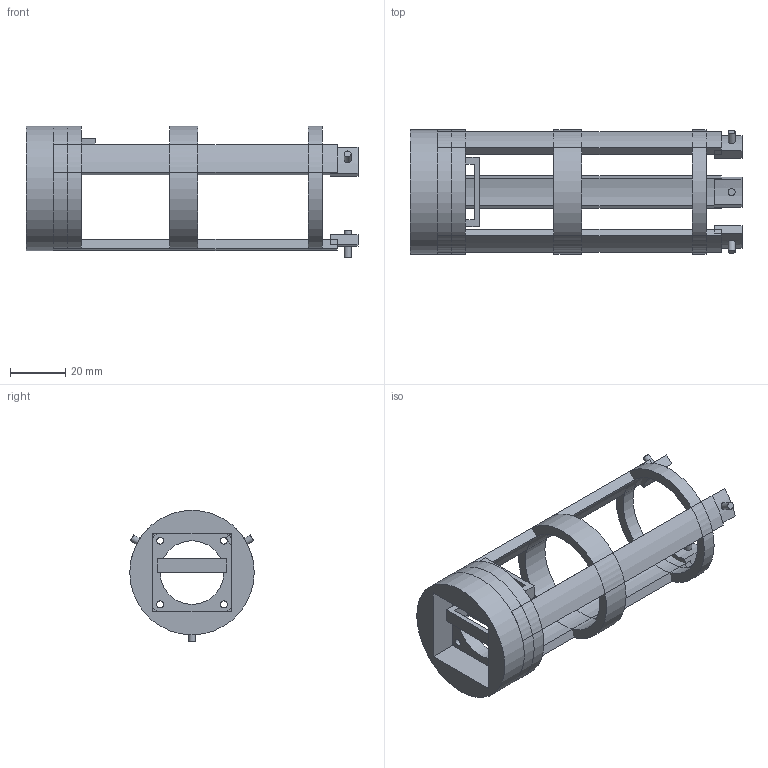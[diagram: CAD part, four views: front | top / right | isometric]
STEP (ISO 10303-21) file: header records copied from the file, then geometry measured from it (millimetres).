
FILE_DESCRIPTION(('FreeCAD Model'),'2;1');
FILE_NAME('Open CASCADE Shape Model','2022-07-05T12:16:18',('Author'),( ''),'Open CASCADE STEP processor 7.6','FreeCAD','Unknown');
FILE_SCHEMA(('AUTOMOTIVE_DESIGN { 1 0 10303 214 1 1 1 1 }'));
Length unit declared in the file: millimetre
Products named in the file (40): stepper_holder; Body001; Sketch; Pad; Body; Sketch001; Pad001; Body002; Pad002; Sketch002; Body003; Pad003; Sketch005; Body004; Sketch006; Pad004; Body005; Pad005; Sketch007; Body006; Pad006; Sketch008; Body007; Sketch009; Pad007; Body008; Pad008; Sketch010; Body009; Sketch011; Pad009; Cylinder; Cylinder001; Cylinder002; Cut; Cut001; Cut002; Body010; Sketch012; Pad010
Assembly tree (39 placements, depth 2):
  stepper_holder
    Body001
    Sketch
    Pad
    Body
    Sketch001
    Pad001
    Body002
    Pad002
    Sketch002
    Body003
    Pad003
    Sketch005
    Body004
    Sketch006
    Pad004
    Body005
    Pad005
    Sketch007
    Body006
    Pad006
    Sketch008
    Body007
    Sketch009
    Pad007
    Body008
    Pad008
    Sketch010
    Body009
    Sketch011
    Pad009
    Cylinder
    Cylinder001
    Cylinder002
    Cut
    Cut001
    Cut002
    Body010
    Sketch012
    Pad010
Bounding box: 120 x 45 x 47.5 mm (x, y, z)
Volume: 69220.4 mm3; surface area: 50124.4 mm2
Topology: 28 solids, 28 shells, 168 faces, 383 edges, 307 vertices
Faces by surface type: plane 110, cylinder 58
Full cylindrical faces by diameter (mm): 2.5 x14, 23 x2, 38 x4, 45 x8
Entity records: 11190 total; most frequent: CARTESIAN_POINT 2481, DIRECTION 1586, LINE 794, VECTOR 794, ORIENTED_EDGE 672, PCURVE 672, DEFINITIONAL_REPRESENTATION 672, AXIS2_PLACEMENT_3D 341
